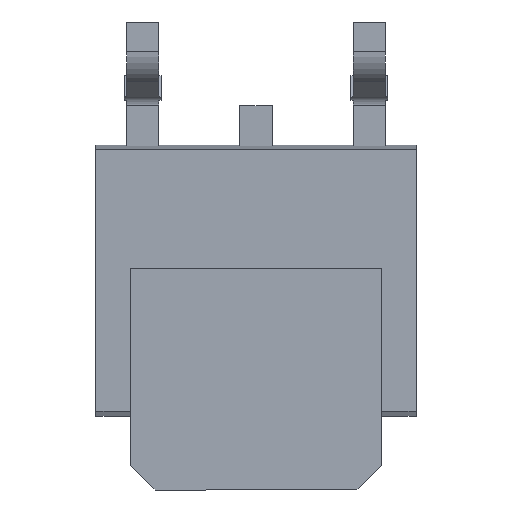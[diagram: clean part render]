
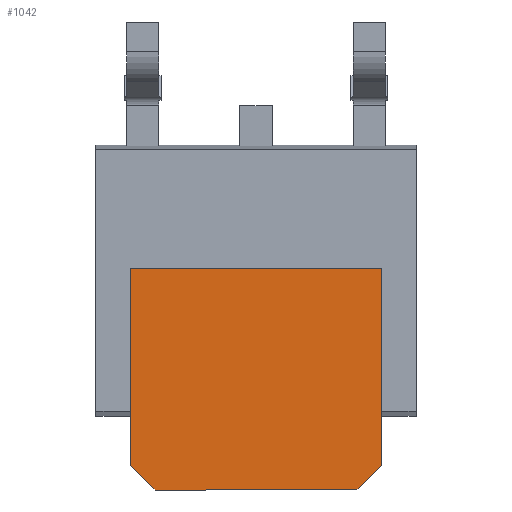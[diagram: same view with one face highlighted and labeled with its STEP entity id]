
A CAD part, front view. The second image highlights one B-rep face of the part: STEP entity #1042.
In plain terms, the highlighted planar face has unit normal (0, -1, 0).
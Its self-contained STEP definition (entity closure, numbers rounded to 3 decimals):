
#36 = EDGE_CURVE ( 'NONE', #889, #144, #1804, .T. ) ;
#144 = VERTEX_POINT ( 'NONE', #290 ) ;
#179 = EDGE_CURVE ( 'NONE', #2224, #889, #1112, .T. ) ;
#228 = DIRECTION ( 'NONE',  ( 0.707, 0., 0.707 ) ) ;
#236 = DIRECTION ( 'NONE',  ( 0., 0., 1. ) ) ;
#290 = CARTESIAN_POINT ( 'NONE',  ( 2.05, 0., -4.75 ) ) ;
#342 = LINE ( 'NONE', #818, #752 ) ;
#358 = FACE_OUTER_BOUND ( 'NONE', #571, .T. ) ;
#429 = VECTOR ( 'NONE', #228, 1000. ) ;
#541 = VERTEX_POINT ( 'NONE', #1920 ) ;
#551 = VERTEX_POINT ( 'NONE', #1892 ) ;
#571 = EDGE_LOOP ( 'NONE', ( #1663, #810, #2005, #1872, #2206, #1814 ) ) ;
#627 = DIRECTION ( 'NONE',  ( 0., 1., 0. ) ) ;
#733 = CARTESIAN_POINT ( 'NONE',  ( 2.55, 0., -4.25 ) ) ;
#751 = CARTESIAN_POINT ( 'NONE',  ( -2.55, 0., -4.25 ) ) ;
#752 = VECTOR ( 'NONE', #1992, 1000. ) ;
#755 = LINE ( 'NONE', #733, #429 ) ;
#810 = ORIENTED_EDGE ( 'NONE', *, *, #1013, .T. ) ;
#818 = CARTESIAN_POINT ( 'NONE',  ( -2.55, 0., -0.25 ) ) ;
#889 = VERTEX_POINT ( 'NONE', #915 ) ;
#915 = CARTESIAN_POINT ( 'NONE',  ( -2.05, 0., -4.75 ) ) ;
#921 = VECTOR ( 'NONE', #2187, 1000. ) ;
#1013 = EDGE_CURVE ( 'NONE', #551, #1468, #1854, .T. ) ;
#1042 = ADVANCED_FACE ( 'NONE', ( #358 ), #2152, .F. ) ;
#1112 = LINE ( 'NONE', #2173, #921 ) ;
#1213 = AXIS2_PLACEMENT_3D ( 'NONE', #1337, #627, #1805 ) ;
#1317 = DIRECTION ( 'NONE',  ( -1., 0., 0. ) ) ;
#1331 = EDGE_CURVE ( 'NONE', #541, #551, #1811, .T. ) ;
#1337 = CARTESIAN_POINT ( 'NONE',  ( 0., 0., 0. ) ) ;
#1404 = EDGE_CURVE ( 'NONE', #144, #541, #755, .T. ) ;
#1468 = VERTEX_POINT ( 'NONE', #2076 ) ;
#1502 = CARTESIAN_POINT ( 'NONE',  ( 2.05, 0., -4.75 ) ) ;
#1553 = EDGE_CURVE ( 'NONE', #1468, #2224, #342, .T. ) ;
#1618 = DIRECTION ( 'NONE',  ( 1., 0., 0. ) ) ;
#1663 = ORIENTED_EDGE ( 'NONE', *, *, #1331, .T. ) ;
#1804 = LINE ( 'NONE', #1502, #1993 ) ;
#1805 = DIRECTION ( 'NONE',  ( 0., 0., 1. ) ) ;
#1811 = LINE ( 'NONE', #2089, #2101 ) ;
#1814 = ORIENTED_EDGE ( 'NONE', *, *, #1404, .T. ) ;
#1854 = LINE ( 'NONE', #2138, #2087 ) ;
#1872 = ORIENTED_EDGE ( 'NONE', *, *, #179, .T. ) ;
#1892 = CARTESIAN_POINT ( 'NONE',  ( 2.55, 0., -0.25 ) ) ;
#1920 = CARTESIAN_POINT ( 'NONE',  ( 2.55, 0., -4.25 ) ) ;
#1992 = DIRECTION ( 'NONE',  ( 0., 0., -1. ) ) ;
#1993 = VECTOR ( 'NONE', #1618, 1000. ) ;
#2005 = ORIENTED_EDGE ( 'NONE', *, *, #1553, .T. ) ;
#2076 = CARTESIAN_POINT ( 'NONE',  ( -2.55, 0., -0.25 ) ) ;
#2087 = VECTOR ( 'NONE', #1317, 1000. ) ;
#2089 = CARTESIAN_POINT ( 'NONE',  ( 2.55, 0., -0.25 ) ) ;
#2101 = VECTOR ( 'NONE', #236, 1000. ) ;
#2138 = CARTESIAN_POINT ( 'NONE',  ( 2.55, 0., -0.25 ) ) ;
#2152 = PLANE ( 'NONE',  #1213 ) ;
#2173 = CARTESIAN_POINT ( 'NONE',  ( -2.05, 0., -4.75 ) ) ;
#2187 = DIRECTION ( 'NONE',  ( 0.707, 0., -0.707 ) ) ;
#2206 = ORIENTED_EDGE ( 'NONE', *, *, #36, .T. ) ;
#2224 = VERTEX_POINT ( 'NONE', #751 ) ;
